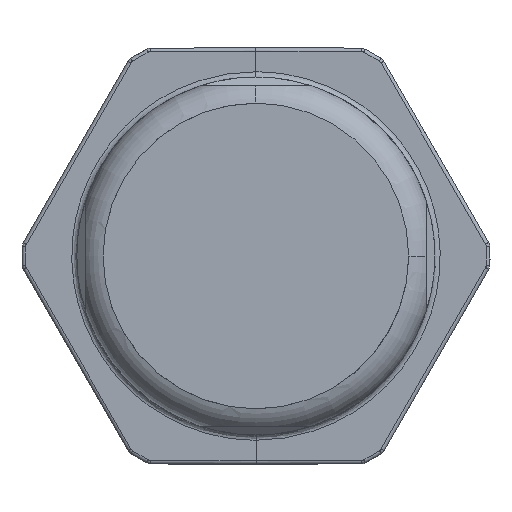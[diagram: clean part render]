
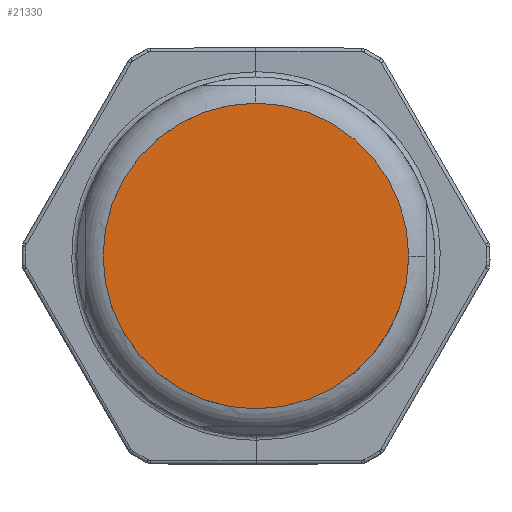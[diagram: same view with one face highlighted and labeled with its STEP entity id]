
A CAD part, front view. The second image highlights one B-rep face of the part: STEP entity #21330.
In plain terms, the highlighted planar face has unit normal (0, -1, 0).
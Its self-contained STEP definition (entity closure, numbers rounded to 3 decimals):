
#459=CARTESIAN_POINT('',(0.,-20.05,0.));
#460=DIRECTION('',(0.,1.,0.));
#461=DIRECTION('',(-1.,0.,0.));
#462=AXIS2_PLACEMENT_3D('',#459,#460,#461);
#464=CARTESIAN_POINT('',(0.,-20.05,0.));
#465=DIRECTION('',(0.,1.,0.));
#466=DIRECTION('',(1.,0.,0.));
#467=AXIS2_PLACEMENT_3D('',#464,#465,#466);
#17710=CARTESIAN_POINT('',(8.75,-20.05,0.));
#17711=VERTEX_POINT('',#17710);
#17712=CARTESIAN_POINT('',(-8.75,-20.05,0.));
#17713=VERTEX_POINT('',#17712);
#21321=CARTESIAN_POINT('',(0.,-20.05,0.));
#21322=DIRECTION('',(0.,-1.,0.));
#21323=DIRECTION('',(-1.,0.,0.));
#21324=AXIS2_PLACEMENT_3D('',#21321,#21322,#21323);
#21325=PLANE('',#21324);
#21326=ORIENTED_EDGE('',*,*,#21164,.T.);
#21327=ORIENTED_EDGE('',*,*,#21314,.T.);
#21328=EDGE_LOOP('',(#21326,#21327));
#21329=FACE_OUTER_BOUND('',#21328,.F.);
#21330=ADVANCED_FACE('',(#21329),#21325,.T.);
#463=CIRCLE('',#462,8.75);
#468=CIRCLE('',#467,8.75);
#21164=EDGE_CURVE('',#17713,#17711,#463,.T.);
#21314=EDGE_CURVE('',#17711,#17713,#468,.T.);
